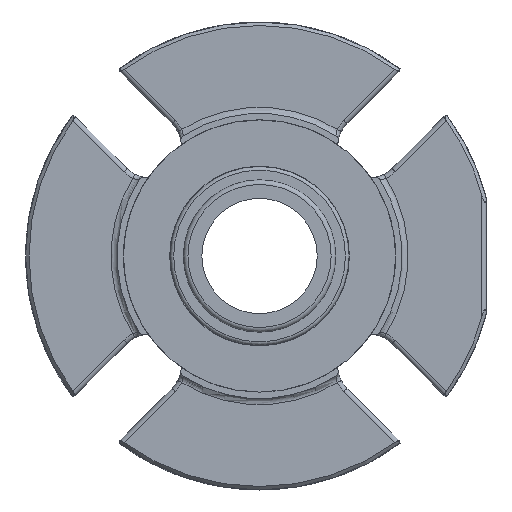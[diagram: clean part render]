
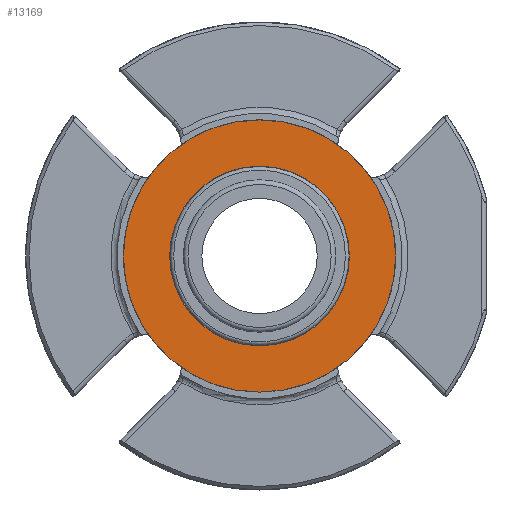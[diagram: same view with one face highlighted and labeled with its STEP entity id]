
A CAD part, left-side view. The second image highlights one B-rep face of the part: STEP entity #13169.
In plain terms, the highlighted planar face has unit normal (-1, 0, 0).
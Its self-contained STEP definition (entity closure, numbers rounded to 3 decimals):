
#1675=PLANE('',#13768);
#1913=ORIENTED_EDGE('',*,*,#4748,.T.);
#1914=ORIENTED_EDGE('',*,*,#4747,.F.);
#4747=EDGE_CURVE('',#6170,#6170,#7095,.F.);
#4748=EDGE_CURVE('',#6171,#6171,#7096,.T.);
#6170=VERTEX_POINT('',#17333);
#6171=VERTEX_POINT('',#17336);
#7095=CIRCLE('',#13767,19.799);
#7096=CIRCLE('',#13769,30.);
#7604=EDGE_LOOP('',(#1913));
#7605=EDGE_LOOP('',(#1914));
#8282=FACE_BOUND('',#7604,.T.);
#8283=FACE_BOUND('',#7605,.T.);
#13169=ADVANCED_FACE('',(#8282,#8283),#1675,.F.);
#13767=AXIS2_PLACEMENT_3D('',#17332,#14805,#14806);
#13768=AXIS2_PLACEMENT_3D('',#17334,#14807,#14808);
#13769=AXIS2_PLACEMENT_3D('',#17335,#14809,#14810);
#14805=DIRECTION('',(1.,0.,0.));
#14806=DIRECTION('',(0.,1.,0.));
#14807=DIRECTION('',(1.,0.,0.));
#14808=DIRECTION('',(0.,0.,1.));
#14809=DIRECTION('',(-1.,0.,0.));
#14810=DIRECTION('',(0.,0.,-1.));
#17332=CARTESIAN_POINT('',(-0.508,0.,0.));
#17333=CARTESIAN_POINT('',(-0.508,19.799,0.));
#17334=CARTESIAN_POINT('',(-0.508,0.,-30.));
#17335=CARTESIAN_POINT('',(-0.508,0.,0.));
#17336=CARTESIAN_POINT('',(-0.508,0.,-30.));
